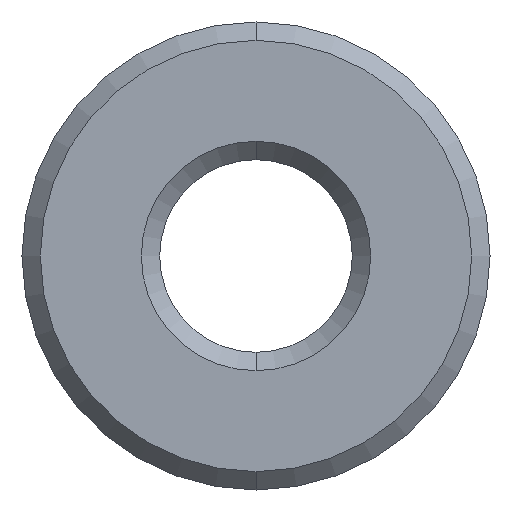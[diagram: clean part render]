
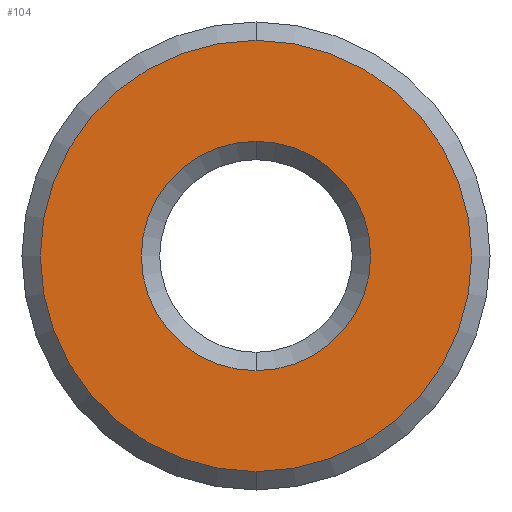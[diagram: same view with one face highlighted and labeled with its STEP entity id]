
A CAD part, front view. The second image highlights one B-rep face of the part: STEP entity #104.
In plain terms, the highlighted planar face has unit normal (0, -1, 0).
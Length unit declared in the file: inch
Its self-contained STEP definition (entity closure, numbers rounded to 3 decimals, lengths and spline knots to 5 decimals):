
#1 = DIRECTION ( 'NONE',  ( 0., 0., 1. ) ) ;
#4 = AXIS2_PLACEMENT_3D ( 'NONE', #53, #41, #17 ) ;
#6 = AXIS2_PLACEMENT_3D ( 'NONE', #338, #218, #1 ) ;
#17 = DIRECTION ( 'NONE',  ( 0., 0., 1. ) ) ;
#36 = EDGE_CURVE ( 'NONE', #290, #188, #393, .T. ) ;
#41 = DIRECTION ( 'NONE',  ( 0., 1., 0. ) ) ;
#43 = PLANE ( 'NONE',  #4 ) ;
#50 = CARTESIAN_POINT ( 'NONE',  ( 0., 0., 0.235 ) ) ;
#53 = CARTESIAN_POINT ( 'NONE',  ( 0., 0., 0. ) ) ;
#60 = VERTEX_POINT ( 'NONE', #263 ) ;
#70 = CARTESIAN_POINT ( 'NONE',  ( 0., 0., 0. ) ) ;
#99 = AXIS2_PLACEMENT_3D ( 'NONE', #380, #185, #404 ) ;
#103 = VERTEX_POINT ( 'NONE', #50 ) ;
#104 = ADVANCED_FACE ( 'NONE', ( #137, #379 ), #43, .F. ) ;
#108 = CIRCLE ( 'NONE', #99, 0.235 ) ;
#110 = DIRECTION ( 'NONE',  ( 0., 0., 1. ) ) ;
#131 = AXIS2_PLACEMENT_3D ( 'NONE', #70, #322, #110 ) ;
#137 = FACE_OUTER_BOUND ( 'NONE', #166, .T. ) ;
#146 = ORIENTED_EDGE ( 'NONE', *, *, #417, .T. ) ;
#161 = ORIENTED_EDGE ( 'NONE', *, *, #409, .T. ) ;
#166 = EDGE_LOOP ( 'NONE', ( #146, #237 ) ) ;
#172 = CARTESIAN_POINT ( 'NONE',  ( 0., 0., 0.125 ) ) ;
#185 = DIRECTION ( 'NONE',  ( 0., -1., 0. ) ) ;
#186 = CARTESIAN_POINT ( 'NONE',  ( 0., 0., -0.125 ) ) ;
#188 = VERTEX_POINT ( 'NONE', #186 ) ;
#208 = CIRCLE ( 'NONE', #6, 0.125 ) ;
#218 = DIRECTION ( 'NONE',  ( 0., 1., 0. ) ) ;
#226 = DIRECTION ( 'NONE',  ( 0., 0., 1. ) ) ;
#227 = DIRECTION ( 'NONE',  ( 0., 1., 0. ) ) ;
#232 = CARTESIAN_POINT ( 'NONE',  ( 0., 0., 0. ) ) ;
#237 = ORIENTED_EDGE ( 'NONE', *, *, #422, .T. ) ;
#247 = CIRCLE ( 'NONE', #131, 0.235 ) ;
#251 = ORIENTED_EDGE ( 'NONE', *, *, #36, .T. ) ;
#263 = CARTESIAN_POINT ( 'NONE',  ( 0., 0., -0.235 ) ) ;
#290 = VERTEX_POINT ( 'NONE', #172 ) ;
#300 = AXIS2_PLACEMENT_3D ( 'NONE', #232, #227, #226 ) ;
#322 = DIRECTION ( 'NONE',  ( 0., -1., 0. ) ) ;
#329 = EDGE_LOOP ( 'NONE', ( #161, #251 ) ) ;
#338 = CARTESIAN_POINT ( 'NONE',  ( 0., 0., 0. ) ) ;
#379 = FACE_BOUND ( 'NONE', #329, .T. ) ;
#380 = CARTESIAN_POINT ( 'NONE',  ( 0., 0., 0. ) ) ;
#393 = CIRCLE ( 'NONE', #300, 0.125 ) ;
#404 = DIRECTION ( 'NONE',  ( 0., 0., 1. ) ) ;
#409 = EDGE_CURVE ( 'NONE', #188, #290, #208, .T. ) ;
#417 = EDGE_CURVE ( 'NONE', #103, #60, #247, .T. ) ;
#422 = EDGE_CURVE ( 'NONE', #60, #103, #108, .T. ) ;
